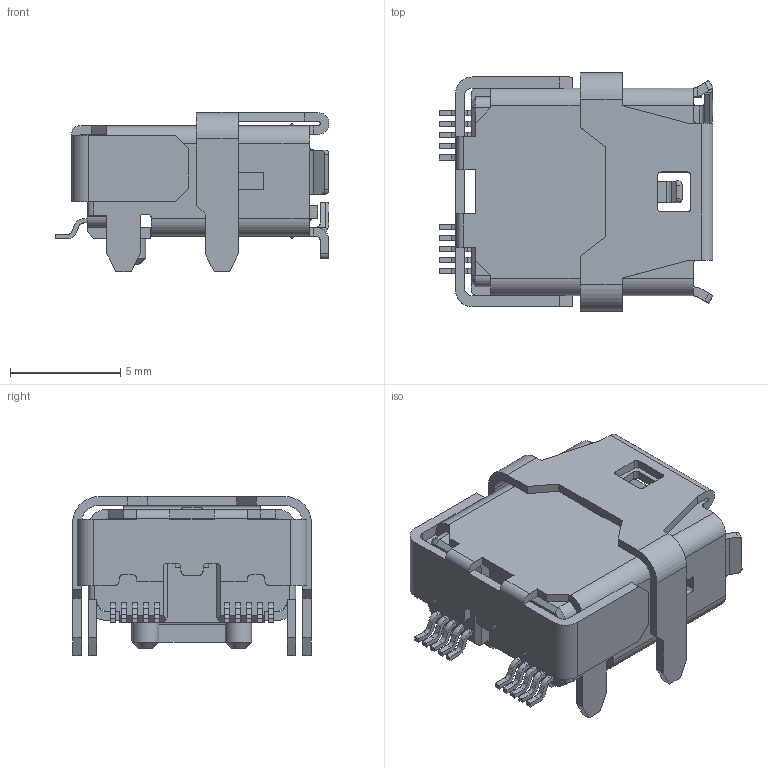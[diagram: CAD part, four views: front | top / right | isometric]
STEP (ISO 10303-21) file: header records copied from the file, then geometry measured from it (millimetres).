
FILE_DESCRIPTION(/* description */ ('Unknown'),/* implementation_level */ '2;1');
FILE_NAME(/* name */ 'IX60G-A-10P',/* time_stamp */ '2023-01-04T16:23:55+02:00',/* author */ ('Unknown'),/* organization */ ('Unknown'),/* preprocessor_version */ 'ST-DEVELOPER v18.102',/* originating_system */ 'Solid Edge',/* authorisation */ 'Unknown');
FILE_SCHEMA (('AUTOMOTIVE_DESIGN {1 0 10303 214 3 1 1}'));
Length unit declared in the file: millimetre
Products named in the file (1): IX60G-A-10P
Bounding box: 12.4 x 10.8 x 7.2 mm (x, y, z)
Volume: 269.3 mm3; surface area: 965.7 mm2
Topology: 1 solids, 1 shells, 457 faces, 1306 edges, 855 vertices
Faces by surface type: plane 314, cylinder 139, cone 4
Full cylindrical faces by diameter (mm): 1.2 x2
Entity records: 18128 total; most frequent: CARTESIAN_POINT 2736, ORIENTED_EDGE 2602, DIRECTION 2482, EDGE_CURVE 1301, LINE 1000, VECTOR 1000, VERTEX_POINT 854, AXIS2_PLACEMENT_3D 741
